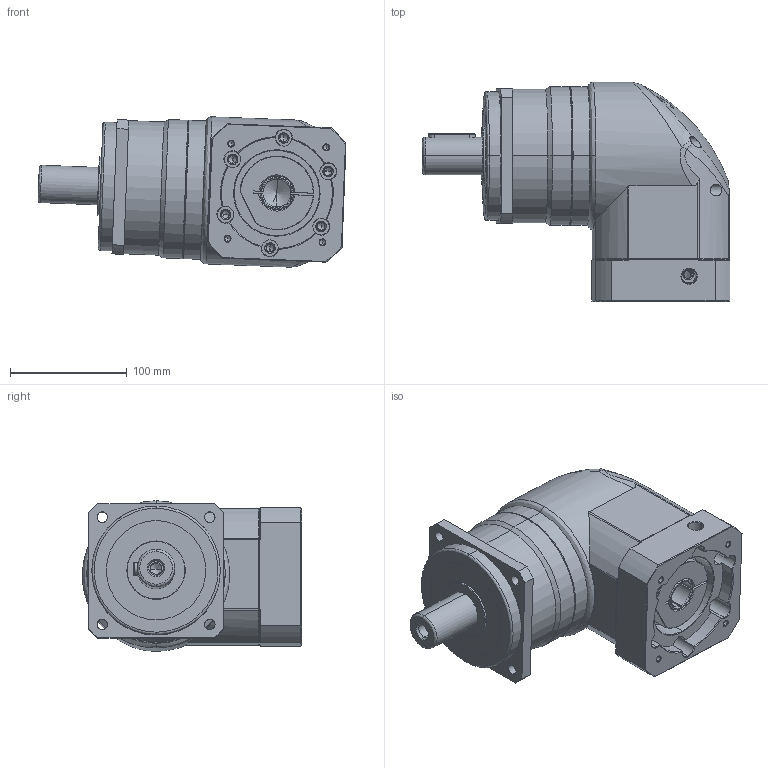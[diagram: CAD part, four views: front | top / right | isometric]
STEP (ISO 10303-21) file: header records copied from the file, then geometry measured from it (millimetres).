
FILE_DESCRIPTION (( 'STEP AP214' ), '1' );
FILE_NAME ('PBL115-L1-24-95-115-M6-M8.STEP', '2024-01-06T02:07:06', ( 'admin' ), ( '' ), 'SwSTEP 2.0', 'SolidWorks 2013', '' );
FILE_SCHEMA (( 'AUTOMOTIVE_DESIGN' ));
Length unit declared in the file: millimetre
Products named in the file (5): PBL115-L1-24-95-115-M6-M8; SDL115-24; SBL115_X2_8F9351658F7495017D2773AF_X0_-24; PB115_X2_8F9351FA7AEF_X0_; SBL115-95-115M6
Assembly tree (4 placements, depth 2):
  PBL115-L1-24-95-115-M6-M8
    SDL115-24
    SBL115_X2_8F9351658F7495017D2773AF_X0_-24
    PB115_X2_8F9351FA7AEF_X0_
    SBL115-95-115M6
Bounding box: 263.54 x 187.5 x 128.67 mm (x, y, z)
Volume: 2908725.6 mm3; surface area: 252729.8 mm2
Topology: 8 solids, 8 shells, 464 faces, 1173 edges, 718 vertices
Faces by surface type: cylinder 207, cone 131, plane 98, bspline 26, torus 2
Entity records: 26254 total; most frequent: CARTESIAN_POINT 10207, ORIENTED_EDGE 2246, DIRECTION 2179, EDGE_CURVE 1123, AXIS2_PLACEMENT_3D 863, VERTEX_POINT 718, EDGE_LOOP 551, UNCERTAINTY_MEASURE_WITH_UNIT 481
